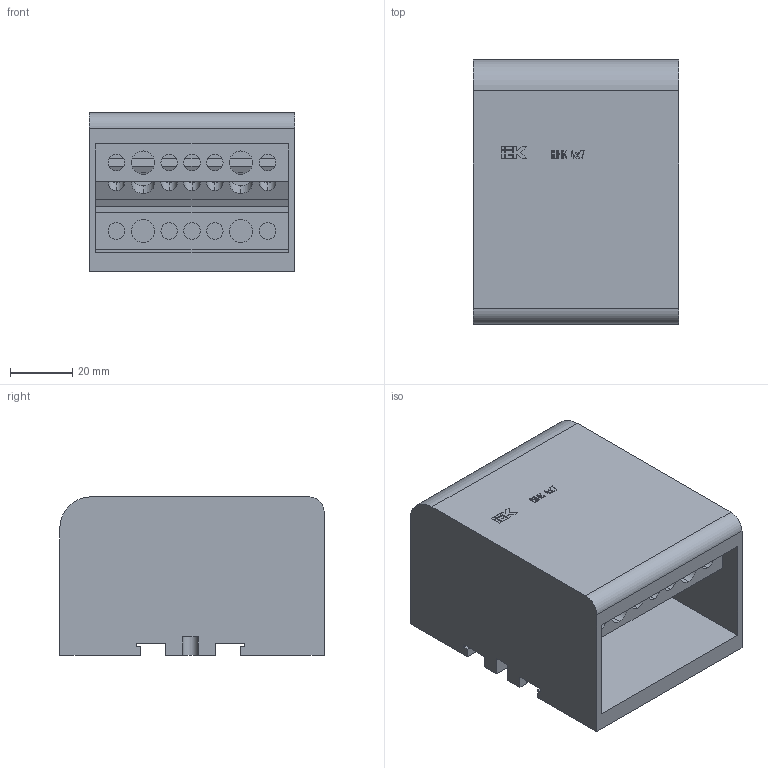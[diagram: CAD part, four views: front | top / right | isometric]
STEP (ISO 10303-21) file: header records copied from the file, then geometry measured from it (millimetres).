
FILE_DESCRIPTION (( 'STEP AP214' ), '1' );
FILE_NAME ('YND10-4-07-100 Øèíû íà DIN-ðåéêó â êîðïóñå (êðîññ-ìîäóëü) 3L+PEN 4õ7 ÈÝÊ.STEP', '2016-09-16T08:40:34', ( 'user' ), ( '' ), 'SwSTEP 2.0', 'SolidWorks 2014', '' );
FILE_SCHEMA (( 'AUTOMOTIVE_DESIGN' ));
Length unit declared in the file: millimetre
Products named in the file (1): YND10-4-07-100 Øèíû íà DIN-ðåéêó â êîðïóñå (êðîññ-ìîäóëü) 3L+PEN 4õ7 ÈÝÊ
Bounding box: 66 x 85 x 51.1 mm (x, y, z)
Volume: 70270.3 mm3; surface area: 55284.8 mm2
Topology: 1 solids, 1 shells, 286 faces, 824 edges, 548 vertices
Faces by surface type: plane 160, cylinder 64, bspline 62
Entity records: 10588 total; most frequent: CARTESIAN_POINT 3185, ORIENTED_EDGE 1648, DIRECTION 1278, EDGE_CURVE 824, LINE 572, VECTOR 572, VERTEX_POINT 548, EDGE_LOOP 362
